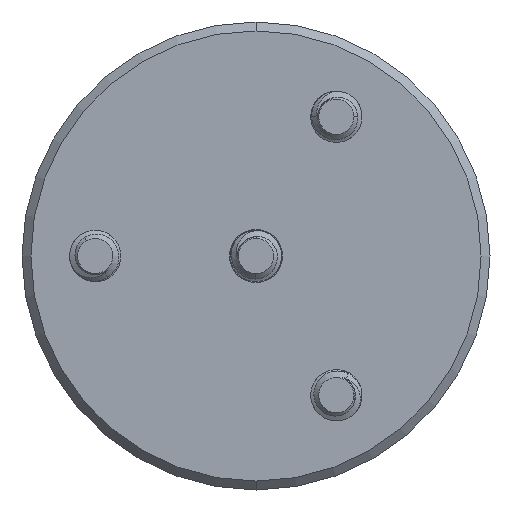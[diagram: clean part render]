
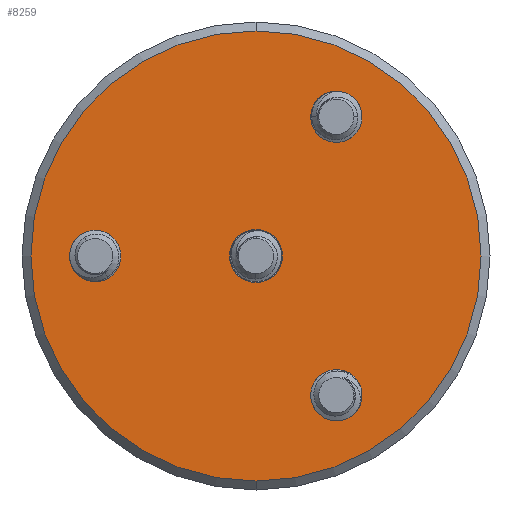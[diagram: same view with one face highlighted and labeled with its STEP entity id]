
A CAD part, front view. The second image highlights one B-rep face of the part: STEP entity #8259.
In plain terms, the highlighted planar face has unit normal (0, -1, 0).
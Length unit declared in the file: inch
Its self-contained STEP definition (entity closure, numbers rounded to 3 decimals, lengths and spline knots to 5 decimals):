
#480 = DIRECTION ( 'NONE',  ( 0., 0., 1. ) ) ;
#536 = ORIENTED_EDGE ( 'NONE', *, *, #12206, .T. ) ;
#637 = DIRECTION ( 'NONE',  ( 0., 1., 0. ) ) ;
#982 = VERTEX_POINT ( 'NONE', #12123 ) ;
#1250 = AXIS2_PLACEMENT_3D ( 'NONE', #5732, #22650, #15047 ) ;
#1467 = AXIS2_PLACEMENT_3D ( 'NONE', #12248, #24242, #22091 ) ;
#1908 = EDGE_LOOP ( 'NONE', ( #6487, #9116 ) ) ;
#2135 = DIRECTION ( 'NONE',  ( 0., 1., 0. ) ) ;
#2344 = ORIENTED_EDGE ( 'NONE', *, *, #10342, .T. ) ;
#2374 = ORIENTED_EDGE ( 'NONE', *, *, #15748, .T. ) ;
#2544 = CARTESIAN_POINT ( 'NONE',  ( 0., 0., -0.0445 ) ) ;
#3345 = AXIS2_PLACEMENT_3D ( 'NONE', #15006, #24624, #9369 ) ;
#3534 = CIRCLE ( 'NONE', #18437, 0.378 ) ;
#4007 = DIRECTION ( 'NONE',  ( 0., 1., 0. ) ) ;
#4540 = CARTESIAN_POINT ( 'NONE',  ( 0.135, 0., 0.27683 ) ) ;
#5045 = FACE_BOUND ( 'NONE', #10111, .T. ) ;
#5240 = DIRECTION ( 'NONE',  ( 0., -1., 0. ) ) ;
#5284 = CARTESIAN_POINT ( 'NONE',  ( 0.135, 0., 0.23383 ) ) ;
#5732 = CARTESIAN_POINT ( 'NONE',  ( -0.27, 0., 0. ) ) ;
#6052 = DIRECTION ( 'NONE',  ( 0., 1., 0. ) ) ;
#6487 = ORIENTED_EDGE ( 'NONE', *, *, #15109, .T. ) ;
#6735 = EDGE_CURVE ( 'NONE', #12761, #20622, #20764, .T. ) ;
#7096 = EDGE_CURVE ( 'NONE', #18951, #11298, #23237, .T. ) ;
#7252 = CARTESIAN_POINT ( 'NONE',  ( 0., 0., 0. ) ) ;
#7435 = EDGE_CURVE ( 'NONE', #20622, #12761, #15538, .T. ) ;
#7631 = AXIS2_PLACEMENT_3D ( 'NONE', #17280, #2135, #19192 ) ;
#8259 = ADVANCED_FACE ( 'NONE', ( #22322, #14467, #5045, #12706, #11092 ), #24451, .F. ) ;
#9116 = ORIENTED_EDGE ( 'NONE', *, *, #21403, .T. ) ;
#9369 = DIRECTION ( 'NONE',  ( 0., 0., 1. ) ) ;
#9549 = ORIENTED_EDGE ( 'NONE', *, *, #6735, .T. ) ;
#9620 = CARTESIAN_POINT ( 'NONE',  ( -0.27, 0., -0.043 ) ) ;
#9695 = CARTESIAN_POINT ( 'NONE',  ( 0., 0., 0. ) ) ;
#9977 = CARTESIAN_POINT ( 'NONE',  ( 0., 0., 0. ) ) ;
#10094 = CARTESIAN_POINT ( 'NONE',  ( 0., 0., 0.378 ) ) ;
#10111 = EDGE_LOOP ( 'NONE', ( #2344, #24384 ) ) ;
#10263 = AXIS2_PLACEMENT_3D ( 'NONE', #9695, #4007, #18888 ) ;
#10342 = EDGE_CURVE ( 'NONE', #16491, #11453, #24167, .T. ) ;
#10582 = CARTESIAN_POINT ( 'NONE',  ( -0.27, 0., 0.043 ) ) ;
#10752 = CIRCLE ( 'NONE', #17552, 0.043 ) ;
#11092 = FACE_BOUND ( 'NONE', #16502, .T. ) ;
#11298 = VERTEX_POINT ( 'NONE', #15965 ) ;
#11306 = CARTESIAN_POINT ( 'NONE',  ( 0., 0., 0.0445 ) ) ;
#11453 = VERTEX_POINT ( 'NONE', #17326 ) ;
#11938 = ORIENTED_EDGE ( 'NONE', *, *, #23232, .T. ) ;
#12123 = CARTESIAN_POINT ( 'NONE',  ( 0.135, 0., 0.19083 ) ) ;
#12206 = EDGE_CURVE ( 'NONE', #19848, #15499, #23500, .T. ) ;
#12248 = CARTESIAN_POINT ( 'NONE',  ( 0., 0., 0. ) ) ;
#12607 = AXIS2_PLACEMENT_3D ( 'NONE', #20191, #637, #23734 ) ;
#12694 = DIRECTION ( 'NONE',  ( 0., 0., 1. ) ) ;
#12706 = FACE_BOUND ( 'NONE', #1908, .T. ) ;
#12761 = VERTEX_POINT ( 'NONE', #11306 ) ;
#12836 = CIRCLE ( 'NONE', #7631, 0.043 ) ;
#12906 = DIRECTION ( 'NONE',  ( 0., 0., 1. ) ) ;
#13550 = ORIENTED_EDGE ( 'NONE', *, *, #7435, .T. ) ;
#14467 = FACE_BOUND ( 'NONE', #24102, .T. ) ;
#14723 = AXIS2_PLACEMENT_3D ( 'NONE', #9977, #15374, #19667 ) ;
#14857 = AXIS2_PLACEMENT_3D ( 'NONE', #5284, #16856, #12694 ) ;
#15006 = CARTESIAN_POINT ( 'NONE',  ( 0.135, 0., -0.23383 ) ) ;
#15047 = DIRECTION ( 'NONE',  ( 0., 0., 1. ) ) ;
#15109 = EDGE_CURVE ( 'NONE', #20266, #982, #10752, .T. ) ;
#15374 = DIRECTION ( 'NONE',  ( 0., 1., 0. ) ) ;
#15499 = VERTEX_POINT ( 'NONE', #10582 ) ;
#15538 = CIRCLE ( 'NONE', #14723, 0.0445 ) ;
#15623 = DIRECTION ( 'NONE',  ( 0., 0., 1. ) ) ;
#15748 = EDGE_CURVE ( 'NONE', #11298, #18951, #3534, .T. ) ;
#15965 = CARTESIAN_POINT ( 'NONE',  ( 0., 0., -0.378 ) ) ;
#16491 = VERTEX_POINT ( 'NONE', #24152 ) ;
#16502 = EDGE_LOOP ( 'NONE', ( #11938, #536 ) ) ;
#16856 = DIRECTION ( 'NONE',  ( 0., 1., 0. ) ) ;
#17280 = CARTESIAN_POINT ( 'NONE',  ( 0.135, 0., -0.23383 ) ) ;
#17326 = CARTESIAN_POINT ( 'NONE',  ( 0.135, 0., -0.27683 ) ) ;
#17368 = CIRCLE ( 'NONE', #1250, 0.043 ) ;
#17552 = AXIS2_PLACEMENT_3D ( 'NONE', #23337, #6052, #480 ) ;
#17652 = DIRECTION ( 'NONE',  ( 0., 1., 0. ) ) ;
#18437 = AXIS2_PLACEMENT_3D ( 'NONE', #7252, #5240, #12906 ) ;
#18888 = DIRECTION ( 'NONE',  ( 0., 0., 1. ) ) ;
#18925 = EDGE_LOOP ( 'NONE', ( #21131, #2374 ) ) ;
#18951 = VERTEX_POINT ( 'NONE', #10094 ) ;
#19192 = DIRECTION ( 'NONE',  ( 0., 0., 1. ) ) ;
#19667 = DIRECTION ( 'NONE',  ( 0., 0., 1. ) ) ;
#19848 = VERTEX_POINT ( 'NONE', #9620 ) ;
#20191 = CARTESIAN_POINT ( 'NONE',  ( -0.27, 0., 0. ) ) ;
#20266 = VERTEX_POINT ( 'NONE', #4540 ) ;
#20622 = VERTEX_POINT ( 'NONE', #2544 ) ;
#20764 = CIRCLE ( 'NONE', #23978, 0.0445 ) ;
#20933 = EDGE_CURVE ( 'NONE', #11453, #16491, #12836, .T. ) ;
#21131 = ORIENTED_EDGE ( 'NONE', *, *, #7096, .T. ) ;
#21403 = EDGE_CURVE ( 'NONE', #982, #20266, #24982, .T. ) ;
#22091 = DIRECTION ( 'NONE',  ( 0., 0., 1. ) ) ;
#22322 = FACE_OUTER_BOUND ( 'NONE', #18925, .T. ) ;
#22650 = DIRECTION ( 'NONE',  ( 0., 1., 0. ) ) ;
#23087 = CARTESIAN_POINT ( 'NONE',  ( 0., 0., 0. ) ) ;
#23232 = EDGE_CURVE ( 'NONE', #15499, #19848, #17368, .T. ) ;
#23237 = CIRCLE ( 'NONE', #1467, 0.378 ) ;
#23337 = CARTESIAN_POINT ( 'NONE',  ( 0.135, 0., 0.23383 ) ) ;
#23500 = CIRCLE ( 'NONE', #12607, 0.043 ) ;
#23734 = DIRECTION ( 'NONE',  ( 0., 0., 1. ) ) ;
#23978 = AXIS2_PLACEMENT_3D ( 'NONE', #23087, #17652, #15623 ) ;
#24102 = EDGE_LOOP ( 'NONE', ( #9549, #13550 ) ) ;
#24152 = CARTESIAN_POINT ( 'NONE',  ( 0.135, 0., -0.19083 ) ) ;
#24167 = CIRCLE ( 'NONE', #3345, 0.043 ) ;
#24242 = DIRECTION ( 'NONE',  ( 0., -1., 0. ) ) ;
#24384 = ORIENTED_EDGE ( 'NONE', *, *, #20933, .T. ) ;
#24451 = PLANE ( 'NONE',  #10263 ) ;
#24624 = DIRECTION ( 'NONE',  ( 0., 1., 0. ) ) ;
#24982 = CIRCLE ( 'NONE', #14857, 0.043 ) ;
